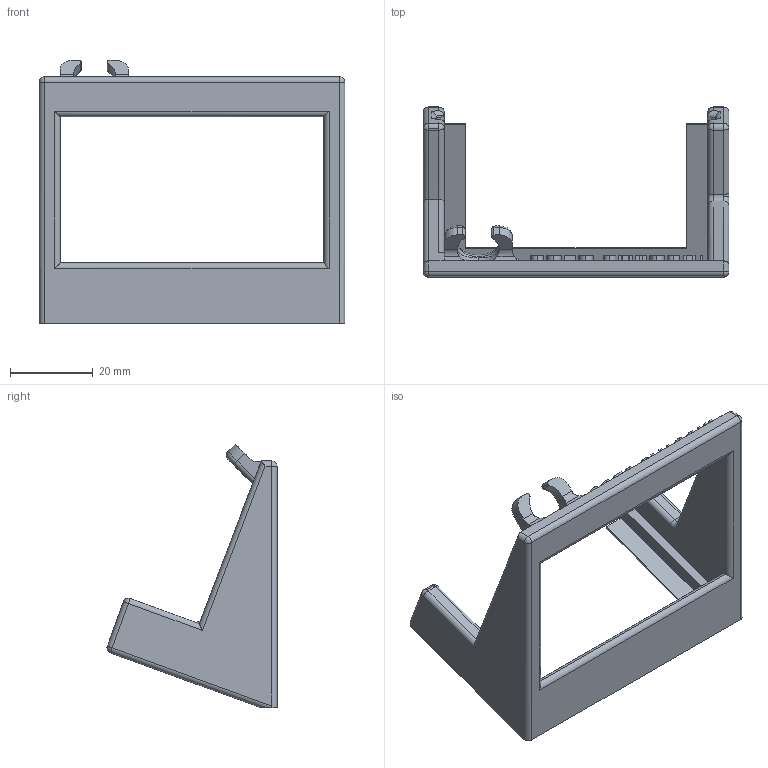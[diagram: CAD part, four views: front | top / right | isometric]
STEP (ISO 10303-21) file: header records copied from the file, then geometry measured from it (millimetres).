
FILE_DESCRIPTION (( 'STEP AP214' ), '1' );
FILE_NAME ('bitaxestandR1.STEP', '2025-01-07T17:39:35', ( '' ), ( '' ), 'SwSTEP 2.0', 'SolidWorks 2025', '' );
FILE_SCHEMA (( 'AUTOMOTIVE_DESIGN' ));
Length unit declared in the file: inch
Products named in the file (1): bitaxestandR1
Bounding box: 73.91 x 41.12 x 63.74 mm (x, y, z)
Volume: 16917.7 mm3; surface area: 11334.2 mm2
Topology: 1 solids, 1 shells, 324 faces, 843 edges, 533 vertices
Faces by surface type: plane 129, bspline 115, cylinder 64, sphere 10, torus 6
Entity records: 15156 total; most frequent: CARTESIAN_POINT 8140, ORIENTED_EDGE 1664, DIRECTION 1059, EDGE_CURVE 832, VERTEX_POINT 531, LINE 483, VECTOR 483, EDGE_LOOP 347
